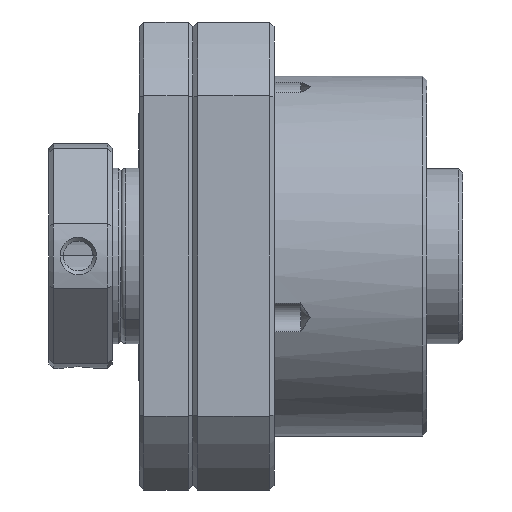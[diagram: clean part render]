
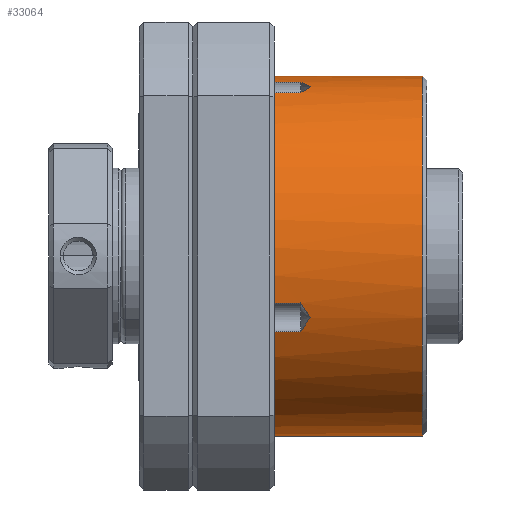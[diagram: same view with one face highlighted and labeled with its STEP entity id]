
A CAD part, front view. The second image highlights one B-rep face of the part: STEP entity #33064.
In plain terms, the highlighted cylindrical face has radius 20 mm (diameter 40 mm), a partial arc.
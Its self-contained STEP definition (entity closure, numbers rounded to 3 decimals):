
#156 = B_SPLINE_CURVE_WITH_KNOTS ( 'NONE', 3,
 ( #32600, #26664, #14942, #7117 ),
 .UNSPECIFIED., .F., .F.,
 ( 4, 4 ),
 ( 0., 0.002 ),
 .UNSPECIFIED. ) ;
#252 = CARTESIAN_POINT ( 'NONE',  ( 9., -5.244, 19.3 ) ) ;
#346 = B_SPLINE_CURVE_WITH_KNOTS ( 'NONE', 3,
 ( #10170, #1409, #24123, #27300 ),
 .UNSPECIFIED., .F., .F.,
 ( 4, 4 ),
 ( 0., 0.002 ),
 .UNSPECIFIED. ) ;
#546 = EDGE_CURVE ( 'NONE', #15783, #27230, #156, .T. ) ;
#858 = CARTESIAN_POINT ( 'NONE',  ( 13.006, -6.84, 18.794 ) ) ;
#962 = VECTOR ( 'NONE', #22699, 1000. ) ;
#1409 = CARTESIAN_POINT ( 'NONE',  ( 12.671, -7.365, 18.603 ) ) ;
#2386 = DIRECTION ( 'NONE',  ( -1., 0., 0. ) ) ;
#2488 = EDGE_CURVE ( 'NONE', #20357, #19351, #19240, .T. ) ;
#2684 = DIRECTION ( 'NONE',  ( -1., 0., 0. ) ) ;
#2779 = CARTESIAN_POINT ( 'NONE',  ( 25.5, 0., 20. ) ) ;
#2784 = CARTESIAN_POINT ( 'NONE',  ( 9., -5.244, 19.3 ) ) ;
#2838 = CARTESIAN_POINT ( 'NONE',  ( 13.006, -18.794, -6.84 ) ) ;
#2897 = CARTESIAN_POINT ( 'NONE',  ( 9., 0., 20. ) ) ;
#2936 = CARTESIAN_POINT ( 'NONE',  ( 12., -5.244, 19.3 ) ) ;
#2979 = VECTOR ( 'NONE', #28146, 1000. ) ;
#3419 = ORIENTED_EDGE ( 'NONE', *, *, #32622, .F. ) ;
#3544 = VERTEX_POINT ( 'NONE', #5011 ) ;
#3667 = VERTEX_POINT ( 'NONE', #22130 ) ;
#4047 = LINE ( 'NONE', #18557, #5748 ) ;
#5011 = CARTESIAN_POINT ( 'NONE',  ( 25.5, 0., -20. ) ) ;
#5748 = VECTOR ( 'NONE', #32696, 1000. ) ;
#7117 = CARTESIAN_POINT ( 'NONE',  ( 12., -18.156, -8.389 ) ) ;
#7540 = DIRECTION ( 'NONE',  ( 0., 0., 1. ) ) ;
#8108 = CARTESIAN_POINT ( 'NONE',  ( 12., -8.389, 18.156 ) ) ;
#8329 = B_SPLINE_CURVE_WITH_KNOTS ( 'NONE', 3,
 ( #2936, #14847, #20423, #858 ),
 .UNSPECIFIED., .F., .F.,
 ( 4, 4 ),
 ( 0., 1. ),
 .UNSPECIFIED. ) ;
#9261 = CARTESIAN_POINT ( 'NONE',  ( 9., -19.3, -5.244 ) ) ;
#10170 = CARTESIAN_POINT ( 'NONE',  ( 13.006, -6.84, 18.794 ) ) ;
#10297 = ORIENTED_EDGE ( 'NONE', *, *, #2488, .F. ) ;
#10506 = CARTESIAN_POINT ( 'NONE',  ( 25.5, 0., 20. ) ) ;
#11107 = VERTEX_POINT ( 'NONE', #9261 ) ;
#11135 = EDGE_CURVE ( 'NONE', #12214, #18787, #8329, .T. ) ;
#11547 = ORIENTED_EDGE ( 'NONE', *, *, #27579, .T. ) ;
#11593 = CARTESIAN_POINT ( 'NONE',  ( 9., -8.389, 18.156 ) ) ;
#12214 = VERTEX_POINT ( 'NONE', #25054 ) ;
#12925 = AXIS2_PLACEMENT_3D ( 'NONE', #26212, #34925, #23943 ) ;
#13044 = DIRECTION ( 'NONE',  ( -1., 0., 0. ) ) ;
#14267 = ORIENTED_EDGE ( 'NONE', *, *, #18583, .T. ) ;
#14847 = CARTESIAN_POINT ( 'NONE',  ( 12.335, -5.783, 19.154 ) ) ;
#14942 = CARTESIAN_POINT ( 'NONE',  ( 12.335, -18.39, -7.882 ) ) ;
#15081 = DIRECTION ( 'NONE',  ( 0., 0., 1. ) ) ;
#15466 = EDGE_LOOP ( 'NONE', ( #3419, #19929, #18729, #10297, #33798, #34247, #31150, #14267, #25145, #11547, #21690, #20336, #30641, #27564 ) ) ;
#15783 = VERTEX_POINT ( 'NONE', #16871 ) ;
#16452 = CIRCLE ( 'NONE', #12925, 20. ) ;
#16730 = DIRECTION ( 'NONE',  ( -1., 0., 0. ) ) ;
#16787 = CARTESIAN_POINT ( 'NONE',  ( 9., -19.3, -5.244 ) ) ;
#16871 = CARTESIAN_POINT ( 'NONE',  ( 13.006, -18.794, -6.84 ) ) ;
#17797 = B_SPLINE_CURVE_WITH_KNOTS ( 'NONE', 3,
 ( #25354, #22385, #19953, #2838 ),
 .UNSPECIFIED., .F., .F.,
 ( 4, 4 ),
 ( 0., 1. ),
 .UNSPECIFIED. ) ;
#18227 = EDGE_CURVE ( 'NONE', #3667, #32744, #36463, .T. ) ;
#18437 = CARTESIAN_POINT ( 'NONE',  ( 9., 0., 0. ) ) ;
#18557 = CARTESIAN_POINT ( 'NONE',  ( 12., -18.156, -8.389 ) ) ;
#18583 = EDGE_CURVE ( 'NONE', #20313, #20607, #31161, .T. ) ;
#18729 = ORIENTED_EDGE ( 'NONE', *, *, #35067, .T. ) ;
#18787 = VERTEX_POINT ( 'NONE', #26879 ) ;
#19085 = FACE_OUTER_BOUND ( 'NONE', #15466, .T. ) ;
#19240 = CIRCLE ( 'NONE', #24570, 20. ) ;
#19351 = VERTEX_POINT ( 'NONE', #2897 ) ;
#19479 = VECTOR ( 'NONE', #30999, 1000. ) ;
#19668 = CARTESIAN_POINT ( 'NONE',  ( 25.5, 0., -20. ) ) ;
#19929 = ORIENTED_EDGE ( 'NONE', *, *, #31969, .T. ) ;
#19953 = CARTESIAN_POINT ( 'NONE',  ( 12.671, -18.985, -6.316 ) ) ;
#20048 = CARTESIAN_POINT ( 'NONE',  ( 9., 0., 0. ) ) ;
#20211 = CARTESIAN_POINT ( 'NONE',  ( 12., -18.156, -8.389 ) ) ;
#20313 = VERTEX_POINT ( 'NONE', #30318 ) ;
#20336 = ORIENTED_EDGE ( 'NONE', *, *, #546, .T. ) ;
#20357 = VERTEX_POINT ( 'NONE', #252 ) ;
#20423 = CARTESIAN_POINT ( 'NONE',  ( 12.671, -6.316, 18.985 ) ) ;
#20607 = VERTEX_POINT ( 'NONE', #11593 ) ;
#21040 = AXIS2_PLACEMENT_3D ( 'NONE', #20048, #2386, #36403 ) ;
#21243 = DIRECTION ( 'NONE',  ( 0., 0., 1. ) ) ;
#21690 = ORIENTED_EDGE ( 'NONE', *, *, #26718, .T. ) ;
#22130 = CARTESIAN_POINT ( 'NONE',  ( 9., 0., -20. ) ) ;
#22228 = CYLINDRICAL_SURFACE ( 'NONE', #36706, 20. ) ;
#22385 = CARTESIAN_POINT ( 'NONE',  ( 12.335, -19.154, -5.783 ) ) ;
#22699 = DIRECTION ( 'NONE',  ( 1., 0., 0. ) ) ;
#23453 = VECTOR ( 'NONE', #25220, 1000. ) ;
#23587 = CIRCLE ( 'NONE', #28339, 20. ) ;
#23943 = DIRECTION ( 'NONE',  ( 0., 0., 1. ) ) ;
#24123 = CARTESIAN_POINT ( 'NONE',  ( 12.335, -7.882, 18.39 ) ) ;
#24448 = CARTESIAN_POINT ( 'NONE',  ( 12., -19.3, -5.244 ) ) ;
#24570 = AXIS2_PLACEMENT_3D ( 'NONE', #18437, #13044, #15081 ) ;
#24571 = CARTESIAN_POINT ( 'NONE',  ( 9., 0., 0. ) ) ;
#25054 = CARTESIAN_POINT ( 'NONE',  ( 12., -5.244, 19.3 ) ) ;
#25145 = ORIENTED_EDGE ( 'NONE', *, *, #31473, .F. ) ;
#25220 = DIRECTION ( 'NONE',  ( -1., 0., 0. ) ) ;
#25354 = CARTESIAN_POINT ( 'NONE',  ( 12., -19.3, -5.244 ) ) ;
#26212 = CARTESIAN_POINT ( 'NONE',  ( 25.5, 0., 0. ) ) ;
#26664 = CARTESIAN_POINT ( 'NONE',  ( 12.671, -18.603, -7.365 ) ) ;
#26718 = EDGE_CURVE ( 'NONE', #35718, #15783, #17797, .T. ) ;
#26879 = CARTESIAN_POINT ( 'NONE',  ( 13.006, -6.84, 18.794 ) ) ;
#27230 = VERTEX_POINT ( 'NONE', #20211 ) ;
#27300 = CARTESIAN_POINT ( 'NONE',  ( 12., -8.389, 18.156 ) ) ;
#27564 = ORIENTED_EDGE ( 'NONE', *, *, #18227, .F. ) ;
#27579 = EDGE_CURVE ( 'NONE', #11107, #35718, #33918, .T. ) ;
#27674 = LINE ( 'NONE', #19668, #19479 ) ;
#28146 = DIRECTION ( 'NONE',  ( 1., 0., 0. ) ) ;
#28339 = AXIS2_PLACEMENT_3D ( 'NONE', #24571, #33312, #21243 ) ;
#29221 = EDGE_CURVE ( 'NONE', #18787, #20313, #346, .T. ) ;
#30318 = CARTESIAN_POINT ( 'NONE',  ( 12., -8.389, 18.156 ) ) ;
#30416 = CARTESIAN_POINT ( 'NONE',  ( -94.469, 0., 0. ) ) ;
#30641 = ORIENTED_EDGE ( 'NONE', *, *, #31978, .T. ) ;
#30999 = DIRECTION ( 'NONE',  ( -1., 0., 0. ) ) ;
#31150 = ORIENTED_EDGE ( 'NONE', *, *, #29221, .T. ) ;
#31161 = LINE ( 'NONE', #8108, #23453 ) ;
#31369 = CARTESIAN_POINT ( 'NONE',  ( 9., -18.156, -8.389 ) ) ;
#31473 = EDGE_CURVE ( 'NONE', #11107, #20607, #23587, .T. ) ;
#31481 = EDGE_CURVE ( 'NONE', #20357, #12214, #32578, .T. ) ;
#31610 = LINE ( 'NONE', #2779, #32674 ) ;
#31969 = EDGE_CURVE ( 'NONE', #3544, #33039, #16452, .T. ) ;
#31978 = EDGE_CURVE ( 'NONE', #27230, #32744, #4047, .T. ) ;
#32578 = LINE ( 'NONE', #2784, #962 ) ;
#32600 = CARTESIAN_POINT ( 'NONE',  ( 13.006, -18.794, -6.84 ) ) ;
#32622 = EDGE_CURVE ( 'NONE', #3544, #3667, #27674, .T. ) ;
#32674 = VECTOR ( 'NONE', #16730, 1000. ) ;
#32696 = DIRECTION ( 'NONE',  ( -1., 0., 0. ) ) ;
#32744 = VERTEX_POINT ( 'NONE', #31369 ) ;
#33039 = VERTEX_POINT ( 'NONE', #10506 ) ;
#33064 = ADVANCED_FACE ( 'NONE', ( #19085 ), #22228, .T. ) ;
#33312 = DIRECTION ( 'NONE',  ( -1., 0., 0. ) ) ;
#33798 = ORIENTED_EDGE ( 'NONE', *, *, #31481, .T. ) ;
#33918 = LINE ( 'NONE', #16787, #2979 ) ;
#34247 = ORIENTED_EDGE ( 'NONE', *, *, #11135, .T. ) ;
#34925 = DIRECTION ( 'NONE',  ( -1., 0., 0. ) ) ;
#35067 = EDGE_CURVE ( 'NONE', #33039, #19351, #31610, .T. ) ;
#35718 = VERTEX_POINT ( 'NONE', #24448 ) ;
#36403 = DIRECTION ( 'NONE',  ( 0., 0., 1. ) ) ;
#36463 = CIRCLE ( 'NONE', #21040, 20. ) ;
#36706 = AXIS2_PLACEMENT_3D ( 'NONE', #30416, #2684, #7540 ) ;
